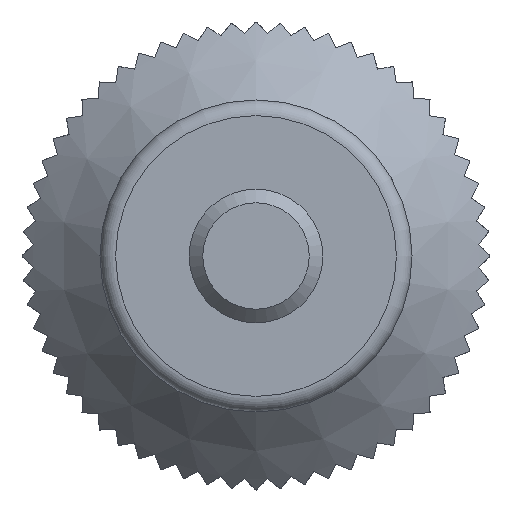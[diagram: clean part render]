
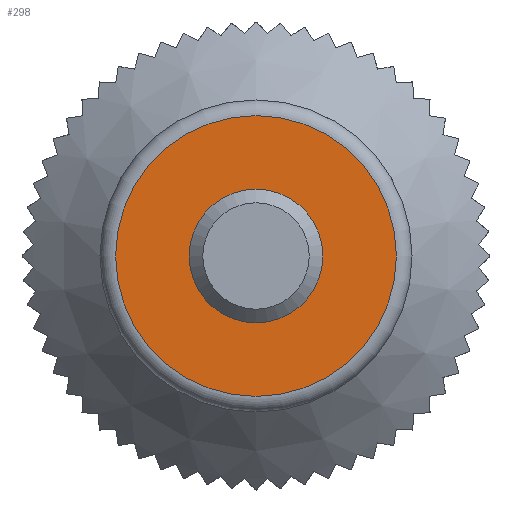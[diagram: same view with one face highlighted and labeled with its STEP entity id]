
A CAD part, front view. The second image highlights one B-rep face of the part: STEP entity #298.
In plain terms, the highlighted planar face has unit normal (0, -1, 0).
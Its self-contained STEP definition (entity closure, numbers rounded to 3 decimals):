
#298 = ADVANCED_FACE( '', ( #756, #757 ), #758, .F. );
#756 = FACE_BOUND( '', #1377, .T. );
#757 = FACE_OUTER_BOUND( '', #1378, .T. );
#758 = PLANE( '', #1379 );
#1377 = EDGE_LOOP( '', ( #2352 ) );
#1378 = EDGE_LOOP( '', ( #2353 ) );
#1379 = AXIS2_PLACEMENT_3D( '', #2354, #2355, #2356 );
#2352 = ORIENTED_EDGE( '', *, *, #4177, .F. );
#2353 = ORIENTED_EDGE( '', *, *, #4178, .T. );
#2354 = CARTESIAN_POINT( '', ( 6.3, 0., 0. ) );
#2355 = DIRECTION( '', ( 0., 1., 0. ) );
#2356 = DIRECTION( '', ( 0., 0., 1. ) );
#4177 = EDGE_CURVE( '', #5212, #5212, #5213, .F. );
#4178 = EDGE_CURVE( '', #5214, #5214, #5215, .T. );
#5212 = VERTEX_POINT( '', #7280 );
#5213 = CIRCLE( '', #7281, 3. );
#5214 = VERTEX_POINT( '', #7282 );
#5215 = CIRCLE( '', #7283, 6.3 );
#7280 = CARTESIAN_POINT( '', ( 0., 0., 3. ) );
#7281 = AXIS2_PLACEMENT_3D( '', #8691, #8692, #8693 );
#7282 = CARTESIAN_POINT( '', ( 0., 0., -6.3 ) );
#7283 = AXIS2_PLACEMENT_3D( '', #8694, #8695, #8696 );
#8691 = CARTESIAN_POINT( '', ( 0., 0., 0. ) );
#8692 = DIRECTION( '', ( 0., 1., 0. ) );
#8693 = DIRECTION( '', ( 0., 0., 1. ) );
#8694 = CARTESIAN_POINT( '', ( 0., 0., 0. ) );
#8695 = DIRECTION( '', ( 0., -1., 0. ) );
#8696 = DIRECTION( '', ( 0., 0., -1. ) );
